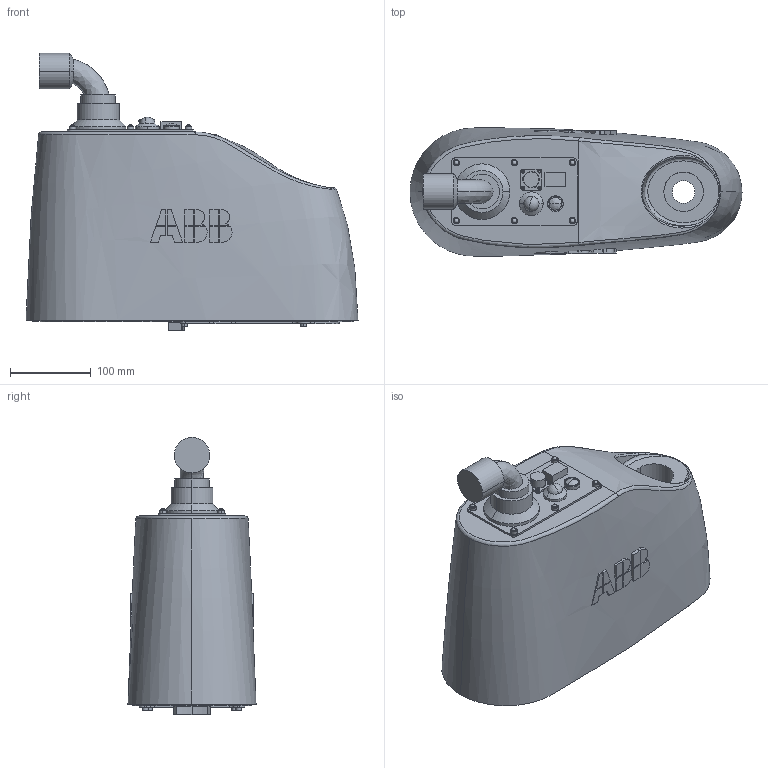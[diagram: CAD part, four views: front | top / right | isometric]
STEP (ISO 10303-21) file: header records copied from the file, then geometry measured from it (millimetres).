
FILE_DESCRIPTION (( 'STEP AP214' ), '1' );
FILE_NAME ('IRB 910SC_IRC5C_Arm2_Standard_550_rev0_newOrigin.STEP', '2022-10-11T10:33:15', ( '' ), ( '' ), 'SwSTEP 2.0', 'SolidWorks 2022', '' );
FILE_SCHEMA (( 'AUTOMOTIVE_DESIGN' ));
Length unit declared in the file: millimetre
Products named in the file (1): IRB 910SC_IRC5C_Arm2_Standard_550_rev0_newOrigin
Bounding box: 412 x 159 x 343.9 mm (x, y, z)
Volume: 10986201.9 mm3; surface area: 361880 mm2
Topology: 1 solids, 11 shells, 641 faces, 1535 edges, 992 vertices
Faces by surface type: plane 326, cylinder 158, bspline 68, cone 68, torus 19, sphere 2
Entity records: 29798 total; most frequent: CARTESIAN_POINT 13818, ORIENTED_EDGE 3042, DIRECTION 2845, EDGE_CURVE 1521, AXIS2_PLACEMENT_3D 1064, VERTEX_POINT 992, EDGE_LOOP 741, VECTOR 717
